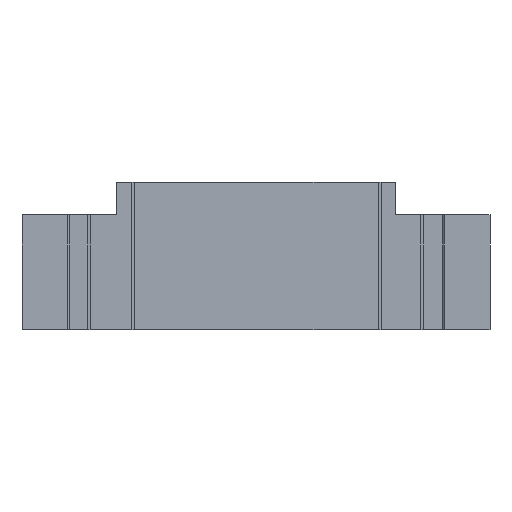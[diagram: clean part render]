
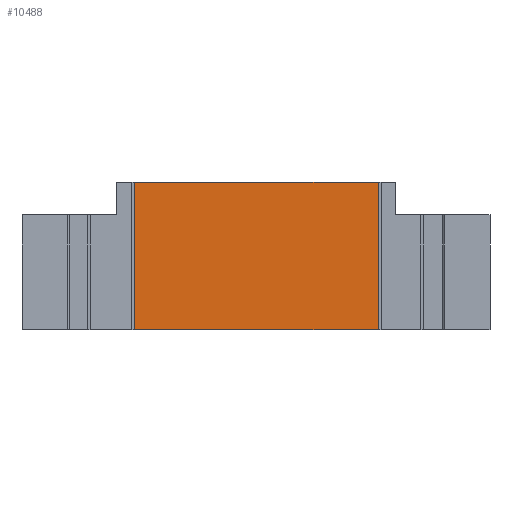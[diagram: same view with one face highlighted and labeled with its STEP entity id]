
A CAD part, front view. The second image highlights one B-rep face of the part: STEP entity #10488.
In plain terms, the highlighted planar face has unit normal (0, -1, 0).
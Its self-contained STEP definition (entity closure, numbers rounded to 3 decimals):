
#3184 = PLANE('',#3185);
#3185 = AXIS2_PLACEMENT_3D('',#3186,#3187,#3188);
#3186 = CARTESIAN_POINT('',(12.7,-31.9,5.));
#3187 = DIRECTION('',(0.,0.,1.));
#3188 = DIRECTION('',(0.,1.,0.));
#6011 = EDGE_CURVE('',#6012,#6014,#6016,.T.);
#6012 = VERTEX_POINT('',#6013);
#6013 = CARTESIAN_POINT('',(-8.25,-31.9,5.));
#6014 = VERTEX_POINT('',#6015);
#6015 = CARTESIAN_POINT('',(8.3,-31.9,5.));
#6016 = SURFACE_CURVE('',#6017,(#6021,#6028),.PCURVE_S1.);
#6017 = LINE('',#6018,#6019);
#6018 = CARTESIAN_POINT('',(-8.25,-31.9,5.));
#6019 = VECTOR('',#6020,1.);
#6020 = DIRECTION('',(1.,0.,0.));
#6021 = PCURVE('',#3184,#6022);
#6022 = DEFINITIONAL_REPRESENTATION('',(#6023),#6027);
#6023 = LINE('',#6024,#6025);
#6024 = CARTESIAN_POINT('',(0.,20.95));
#6025 = VECTOR('',#6026,1.);
#6026 = DIRECTION('',(0.,-1.));
#6027 = ( GEOMETRIC_REPRESENTATION_CONTEXT(2) 
PARAMETRIC_REPRESENTATION_CONTEXT() REPRESENTATION_CONTEXT('2D SPACE',''
  ) );
#6028 = PCURVE('',#6029,#6034);
#6029 = PLANE('',#6030);
#6030 = AXIS2_PLACEMENT_3D('',#6031,#6032,#6033);
#6031 = CARTESIAN_POINT('',(-9.5,-31.9,5.));
#6032 = DIRECTION('',(0.,1.,0.));
#6033 = DIRECTION('',(0.,0.,-1.));
#6034 = DEFINITIONAL_REPRESENTATION('',(#6035),#6039);
#6035 = LINE('',#6036,#6037);
#6036 = CARTESIAN_POINT('',(0.,-1.25));
#6037 = VECTOR('',#6038,1.);
#6038 = DIRECTION('',(0.,-1.));
#6039 = ( GEOMETRIC_REPRESENTATION_CONTEXT(2) 
PARAMETRIC_REPRESENTATION_CONTEXT() REPRESENTATION_CONTEXT('2D SPACE',''
  ) );
#6057 = PLANE('',#6058);
#6058 = AXIS2_PLACEMENT_3D('',#6059,#6060,#6061);
#6059 = CARTESIAN_POINT('',(8.3,-31.3,5.));
#6060 = DIRECTION('',(1.,0.,0.));
#6061 = DIRECTION('',(0.,0.,-1.));
#6356 = PLANE('',#6357);
#6357 = AXIS2_PLACEMENT_3D('',#6358,#6359,#6360);
#6358 = CARTESIAN_POINT('',(-8.25,-31.9,5.));
#6359 = DIRECTION('',(1.,0.,0.));
#6360 = DIRECTION('',(0.,0.,-1.));
#7379 = PLANE('',#7380);
#7380 = AXIS2_PLACEMENT_3D('',#7381,#7382,#7383);
#7381 = CARTESIAN_POINT('',(15.9,-32.,-5.));
#7382 = DIRECTION('',(0.,0.,-1.));
#7383 = DIRECTION('',(-1.,0.,0.));
#10488 = ADVANCED_FACE('',(#10489),#6029,.F.);
#10489 = FACE_BOUND('',#10490,.F.);
#10490 = EDGE_LOOP('',(#10491,#10514,#10537,#10558));
#10491 = ORIENTED_EDGE('',*,*,#10492,.T.);
#10492 = EDGE_CURVE('',#6014,#10493,#10495,.T.);
#10493 = VERTEX_POINT('',#10494);
#10494 = CARTESIAN_POINT('',(8.3,-31.9,-5.));
#10495 = SURFACE_CURVE('',#10496,(#10500,#10507),.PCURVE_S1.);
#10496 = LINE('',#10497,#10498);
#10497 = CARTESIAN_POINT('',(8.3,-31.9,-1.1));
#10498 = VECTOR('',#10499,1.);
#10499 = DIRECTION('',(0.,0.,-1.));
#10500 = PCURVE('',#6029,#10501);
#10501 = DEFINITIONAL_REPRESENTATION('',(#10502),#10506);
#10502 = LINE('',#10503,#10504);
#10503 = CARTESIAN_POINT('',(6.1,-17.8));
#10504 = VECTOR('',#10505,1.);
#10505 = DIRECTION('',(1.,0.));
#10506 = ( GEOMETRIC_REPRESENTATION_CONTEXT(2) 
PARAMETRIC_REPRESENTATION_CONTEXT() REPRESENTATION_CONTEXT('2D SPACE',''
  ) );
#10507 = PCURVE('',#6057,#10508);
#10508 = DEFINITIONAL_REPRESENTATION('',(#10509),#10513);
#10509 = LINE('',#10510,#10511);
#10510 = CARTESIAN_POINT('',(6.1,-0.6));
#10511 = VECTOR('',#10512,1.);
#10512 = DIRECTION('',(1.,0.));
#10513 = ( GEOMETRIC_REPRESENTATION_CONTEXT(2) 
PARAMETRIC_REPRESENTATION_CONTEXT() REPRESENTATION_CONTEXT('2D SPACE',''
  ) );
#10514 = ORIENTED_EDGE('',*,*,#10515,.F.);
#10515 = EDGE_CURVE('',#10516,#10493,#10518,.T.);
#10516 = VERTEX_POINT('',#10517);
#10517 = CARTESIAN_POINT('',(-8.25,-31.9,-5.));
#10518 = SURFACE_CURVE('',#10519,(#10523,#10530),.PCURVE_S1.);
#10519 = LINE('',#10520,#10521);
#10520 = CARTESIAN_POINT('',(-12.7,-31.9,-5.));
#10521 = VECTOR('',#10522,1.);
#10522 = DIRECTION('',(1.,0.,0.));
#10523 = PCURVE('',#6029,#10524);
#10524 = DEFINITIONAL_REPRESENTATION('',(#10525),#10529);
#10525 = LINE('',#10526,#10527);
#10526 = CARTESIAN_POINT('',(10.,3.2));
#10527 = VECTOR('',#10528,1.);
#10528 = DIRECTION('',(0.,-1.));
#10529 = ( GEOMETRIC_REPRESENTATION_CONTEXT(2) 
PARAMETRIC_REPRESENTATION_CONTEXT() REPRESENTATION_CONTEXT('2D SPACE',''
  ) );
#10530 = PCURVE('',#7379,#10531);
#10531 = DEFINITIONAL_REPRESENTATION('',(#10532),#10536);
#10532 = LINE('',#10533,#10534);
#10533 = CARTESIAN_POINT('',(28.6,0.1));
#10534 = VECTOR('',#10535,1.);
#10535 = DIRECTION('',(-1.,0.));
#10536 = ( GEOMETRIC_REPRESENTATION_CONTEXT(2) 
PARAMETRIC_REPRESENTATION_CONTEXT() REPRESENTATION_CONTEXT('2D SPACE',''
  ) );
#10537 = ORIENTED_EDGE('',*,*,#10538,.F.);
#10538 = EDGE_CURVE('',#6012,#10516,#10539,.T.);
#10539 = SURFACE_CURVE('',#10540,(#10544,#10551),.PCURVE_S1.);
#10540 = LINE('',#10541,#10542);
#10541 = CARTESIAN_POINT('',(-8.25,-31.9,5.));
#10542 = VECTOR('',#10543,1.);
#10543 = DIRECTION('',(0.,0.,-1.));
#10544 = PCURVE('',#6029,#10545);
#10545 = DEFINITIONAL_REPRESENTATION('',(#10546),#10550);
#10546 = LINE('',#10547,#10548);
#10547 = CARTESIAN_POINT('',(0.,-1.25));
#10548 = VECTOR('',#10549,1.);
#10549 = DIRECTION('',(1.,0.));
#10550 = ( GEOMETRIC_REPRESENTATION_CONTEXT(2) 
PARAMETRIC_REPRESENTATION_CONTEXT() REPRESENTATION_CONTEXT('2D SPACE',''
  ) );
#10551 = PCURVE('',#6356,#10552);
#10552 = DEFINITIONAL_REPRESENTATION('',(#10553),#10557);
#10553 = LINE('',#10554,#10555);
#10554 = CARTESIAN_POINT('',(0.,0.));
#10555 = VECTOR('',#10556,1.);
#10556 = DIRECTION('',(1.,0.));
#10557 = ( GEOMETRIC_REPRESENTATION_CONTEXT(2) 
PARAMETRIC_REPRESENTATION_CONTEXT() REPRESENTATION_CONTEXT('2D SPACE',''
  ) );
#10558 = ORIENTED_EDGE('',*,*,#6011,.T.);
